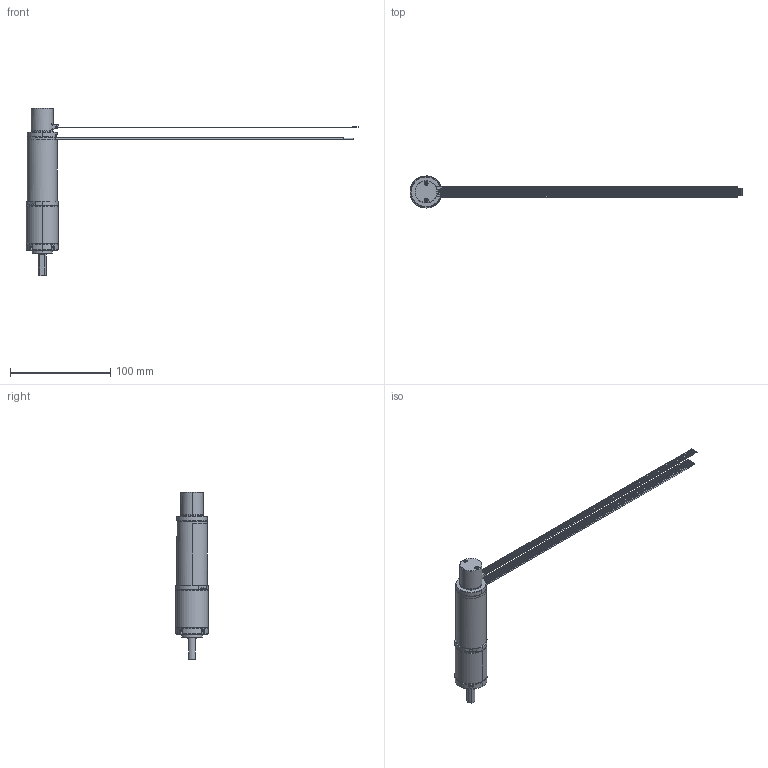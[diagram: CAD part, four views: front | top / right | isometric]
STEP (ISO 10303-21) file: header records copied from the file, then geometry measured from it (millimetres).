
FILE_DESCRIPTION((''),'2;1');
FILE_NAME('4611180000623_SW0001','2023-11-22T10:24:16',('TQ03085'),(''),'CREO PARAMETRIC BY PTC INC, 2018100','CREO PARAMETRIC BY PTC INC, 2018100','');
FILE_SCHEMA(('CONFIG_CONTROL_DESIGN'));
Length unit declared in the file: millimetre
Products named in the file (1): 4611180000623_SW0001
Bounding box: 331 x 32 x 166.54 mm (x, y, z)
Volume: 102821.2 mm3; surface area: 31910.2 mm2
Topology: 1 solids, 1 shells, 703 faces, 1807 edges, 1132 vertices
Faces by surface type: plane 310, cylinder 223, bspline 68, cone 60, torus 26, sphere 16
Entity records: 33624 total; most frequent: CARTESIAN_POINT 17182, ORIENTED_EDGE 3562, DIRECTION 3189, EDGE_CURVE 1781, AXIS2_PLACEMENT_3D 1158, VERTEX_POINT 1132, VECTOR 873, LINE 873
